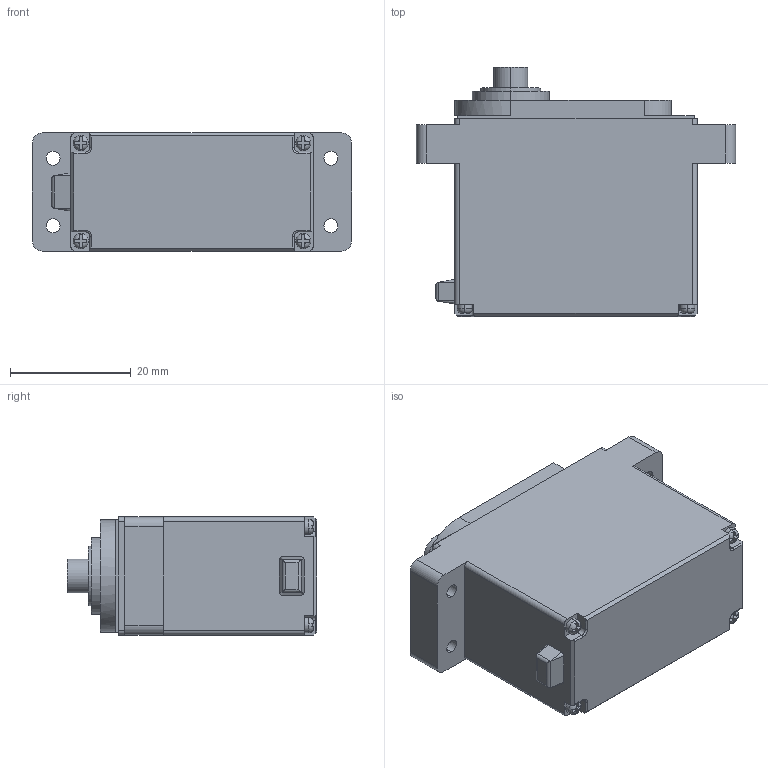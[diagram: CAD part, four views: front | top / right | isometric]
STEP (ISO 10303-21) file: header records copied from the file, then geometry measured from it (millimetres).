
FILE_DESCRIPTION (( 'STEP AP214' ), '1' );
FILE_NAME ('User Library-HS-311 Body.STEP', '2017-02-24T08:55:46', ( 'Windows User' ), ( '' ), 'SwSTEP 2.0', 'SolidWorks 2017', '' );
FILE_SCHEMA (( 'AUTOMOTIVE_DESIGN' ));
Length unit declared in the file: inch
Products named in the file (1): User Library-HS-311 Body
Bounding box: 52.83 x 41.27 x 19.56 mm (x, y, z)
Volume: 29282.7 mm3; surface area: 6793.9 mm2
Topology: 1 solids, 1 shells, 196 faces, 526 edges, 342 vertices
Faces by surface type: plane 118, cylinder 54, torus 20, cone 4
Entity records: 7821 total; most frequent: CARTESIAN_POINT 1421, ORIENTED_EDGE 1052, DIRECTION 986, EDGE_CURVE 526, VERTEX_POINT 342, AXIS2_PLACEMENT_3D 339, VECTOR 308, LINE 308
